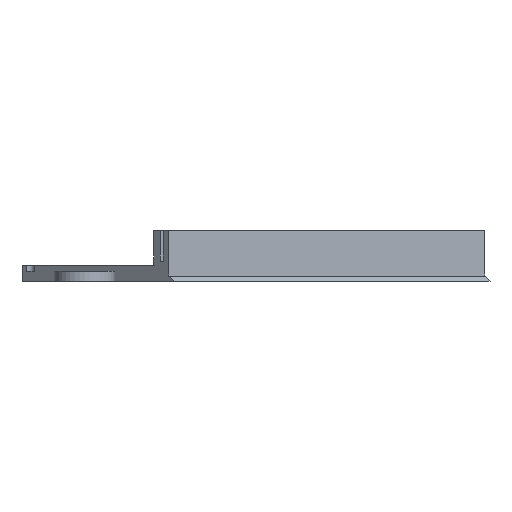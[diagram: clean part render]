
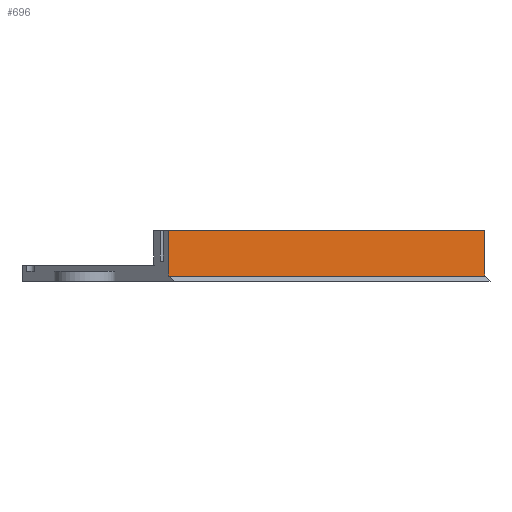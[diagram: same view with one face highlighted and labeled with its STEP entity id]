
A CAD part, front view. The second image highlights one B-rep face of the part: STEP entity #696.
In plain terms, the highlighted planar face has unit normal (0.672, -0.74, 0).
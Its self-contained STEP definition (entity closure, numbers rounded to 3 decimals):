
#73=FACE_OUTER_BOUND('',#113,.T.);
#113=EDGE_LOOP('',(#531,#532,#533,#534));
#173=LINE('',#1043,#247);
#177=LINE('',#1050,#251);
#196=LINE('',#1409,#270);
#197=LINE('',#1410,#271);
#247=VECTOR('',#828,10.);
#251=VECTOR('',#834,10.);
#270=VECTOR('',#873,10.);
#271=VECTOR('',#874,10.);
#320=VERTEX_POINT('',#1040);
#321=VERTEX_POINT('',#1042);
#323=VERTEX_POINT('',#1048);
#337=VERTEX_POINT('',#1408);
#387=EDGE_CURVE('',#320,#321,#173,.T.);
#391=EDGE_CURVE('',#323,#320,#177,.T.);
#414=EDGE_CURVE('',#321,#337,#196,.T.);
#415=EDGE_CURVE('',#337,#323,#197,.T.);
#531=ORIENTED_EDGE('',*,*,#414,.F.);
#532=ORIENTED_EDGE('',*,*,#387,.F.);
#533=ORIENTED_EDGE('',*,*,#391,.F.);
#534=ORIENTED_EDGE('',*,*,#415,.F.);
#667=PLANE('',#750);
#696=ADVANCED_FACE('',(#73),#667,.T.);
#750=AXIS2_PLACEMENT_3D('',#1407,#871,#872);
#828=DIRECTION('',(0.,0.,1.));
#834=DIRECTION('',(-0.74,-0.672,0.));
#871=DIRECTION('center_axis',(0.672,-0.74,0.));
#872=DIRECTION('ref_axis',(0.74,0.672,0.));
#873=DIRECTION('',(0.74,0.672,0.));
#874=DIRECTION('',(0.,0.,-1.));
#1040=CARTESIAN_POINT('',(474.068,-287.72,2.856));
#1042=CARTESIAN_POINT('',(474.068,-287.72,25.196));
#1043=CARTESIAN_POINT('',(474.068,-287.72,10.198));
#1048=CARTESIAN_POINT('',(629.445,-146.66,2.856));
#1050=CARTESIAN_POINT('',(242.501,-497.95,2.856));
#1407=CARTESIAN_POINT('Origin',(460.284,-300.234,0.196));
#1408=CARTESIAN_POINT('',(629.445,-146.66,25.196));
#1409=CARTESIAN_POINT('',(504.59,-260.01,25.196));
#1410=CARTESIAN_POINT('',(629.445,-146.66,10.198));
